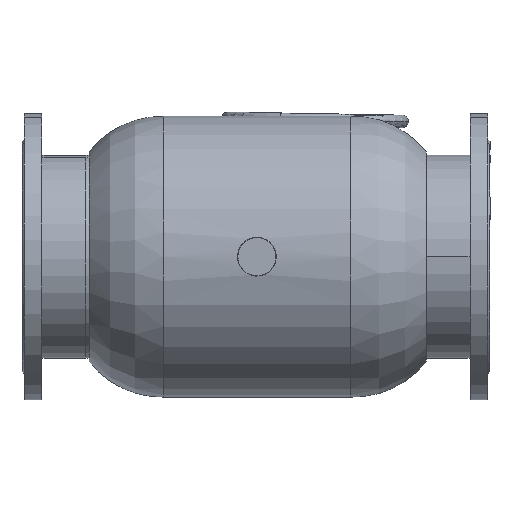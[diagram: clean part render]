
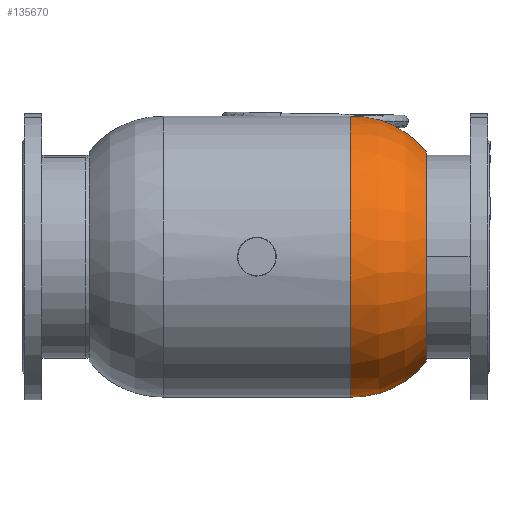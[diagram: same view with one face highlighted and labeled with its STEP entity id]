
A CAD part, front view. The second image highlights one B-rep face of the part: STEP entity #135670.
In plain terms, the highlighted toroidal (fillet/blend) face has major radius 77.068 mm and minor radius 148 mm.
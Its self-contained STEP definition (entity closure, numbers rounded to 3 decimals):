
#3121 = DIRECTION ( 'NONE',  ( 0., 0., 1. ) ) ;
#13226 = AXIS2_PLACEMENT_3D ( 'NONE', #54066, #53247, #14667 ) ;
#14621 = CARTESIAN_POINT ( 'NONE',  ( 150., 0., 225. ) ) ;
#14667 = DIRECTION ( 'NONE',  ( 0., 0., -1. ) ) ;
#21484 = CARTESIAN_POINT ( 'NONE',  ( 154.479, 0., 0. ) ) ;
#23286 = EDGE_CURVE ( 'NONE', #156999, #165503, #64216, .T. ) ;
#27432 = CARTESIAN_POINT ( 'NONE',  ( 271.249, 0., 0. ) ) ;
#29062 = EDGE_LOOP ( 'NONE', ( #165831, #117010, #150735, #49711 ) ) ;
#29074 = TOROIDAL_SURFACE ( 'NONE', #106777, 77.068, 148. ) ;
#31635 = CARTESIAN_POINT ( 'NONE',  ( 150., 0., 0. ) ) ;
#35237 = VERTEX_POINT ( 'NONE', #127917 ) ;
#37072 = EDGE_CURVE ( 'NONE', #156999, #35237, #52295, .T. ) ;
#42865 = AXIS2_PLACEMENT_3D ( 'NONE', #94961, #146078, #136006 ) ;
#49711 = ORIENTED_EDGE ( 'NONE', *, *, #72978, .F. ) ;
#52295 = CIRCLE ( 'NONE', #153964, 168. ) ;
#52798 = VERTEX_POINT ( 'NONE', #14621 ) ;
#53247 = DIRECTION ( 'NONE',  ( 0., -1., 0. ) ) ;
#54066 = CARTESIAN_POINT ( 'NONE',  ( 154.479, 0., 77.068 ) ) ;
#64216 = CIRCLE ( 'NONE', #42865, 148. ) ;
#69384 = DIRECTION ( 'NONE',  ( 0., 0., 1. ) ) ;
#72978 = EDGE_CURVE ( 'NONE', #165503, #52798, #146444, .T. ) ;
#77051 = EDGE_CURVE ( 'NONE', #35237, #52798, #85534, .T. ) ;
#82815 = DIRECTION ( 'NONE',  ( -1., 0., 0. ) ) ;
#85534 = CIRCLE ( 'NONE', #13226, 148. ) ;
#93775 = CARTESIAN_POINT ( 'NONE',  ( 271.249, 0., -168. ) ) ;
#94961 = CARTESIAN_POINT ( 'NONE',  ( 154.479, 0., -77.068 ) ) ;
#96190 = DIRECTION ( 'NONE',  ( -1., 0., 0. ) ) ;
#97729 = CARTESIAN_POINT ( 'NONE',  ( 150., 0., -225. ) ) ;
#106777 = AXIS2_PLACEMENT_3D ( 'NONE', #21484, #96190, #69384 ) ;
#117010 = ORIENTED_EDGE ( 'NONE', *, *, #37072, .T. ) ;
#127917 = CARTESIAN_POINT ( 'NONE',  ( 271.249, 0., 168. ) ) ;
#131437 = DIRECTION ( 'NONE',  ( -1., 0., 0. ) ) ;
#133068 = FACE_OUTER_BOUND ( 'NONE', #29062, .T. ) ;
#133951 = DIRECTION ( 'NONE',  ( 0., 0., 1. ) ) ;
#135670 = ADVANCED_FACE ( 'NONE', ( #133068 ), #29074, .T. ) ;
#136006 = DIRECTION ( 'NONE',  ( 0., 0., 1. ) ) ;
#146078 = DIRECTION ( 'NONE',  ( 0., 1., 0. ) ) ;
#146444 = CIRCLE ( 'NONE', #157058, 225. ) ;
#150735 = ORIENTED_EDGE ( 'NONE', *, *, #77051, .T. ) ;
#153964 = AXIS2_PLACEMENT_3D ( 'NONE', #27432, #131437, #3121 ) ;
#156999 = VERTEX_POINT ( 'NONE', #93775 ) ;
#157058 = AXIS2_PLACEMENT_3D ( 'NONE', #31635, #82815, #133951 ) ;
#165503 = VERTEX_POINT ( 'NONE', #97729 ) ;
#165831 = ORIENTED_EDGE ( 'NONE', *, *, #23286, .F. ) ;
